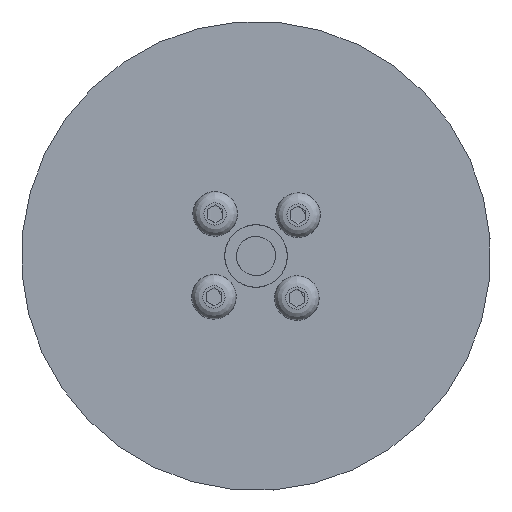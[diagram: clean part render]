
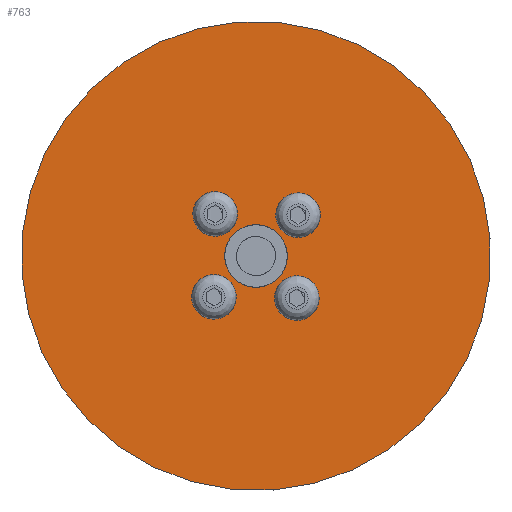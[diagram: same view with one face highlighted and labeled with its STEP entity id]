
A CAD part, front view. The second image highlights one B-rep face of the part: STEP entity #763.
In plain terms, the highlighted face is planar.
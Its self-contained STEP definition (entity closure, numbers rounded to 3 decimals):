
#150=FACE_BOUND('',#323,.T.);
#151=FACE_BOUND('',#324,.T.);
#152=FACE_BOUND('',#325,.T.);
#153=FACE_BOUND('',#326,.T.);
#154=FACE_BOUND('',#327,.T.);
#281=FACE_OUTER_BOUND('',#322,.T.);
#322=EDGE_LOOP('',(#593));
#323=EDGE_LOOP('',(#594));
#324=EDGE_LOOP('',(#595));
#325=EDGE_LOOP('',(#596));
#326=EDGE_LOOP('',(#597));
#327=EDGE_LOOP('',(#598));
#381=CIRCLE('',#906,1.5);
#383=CIRCLE('',#909,1.5);
#385=CIRCLE('',#912,1.5);
#387=CIRCLE('',#915,1.5);
#389=CIRCLE('',#918,4.);
#390=CIRCLE('',#920,30.);
#428=VERTEX_POINT('',#1310);
#430=VERTEX_POINT('',#1316);
#432=VERTEX_POINT('',#1322);
#434=VERTEX_POINT('',#1328);
#436=VERTEX_POINT('',#1334);
#437=VERTEX_POINT('',#1338);
#487=EDGE_CURVE('',#428,#428,#381,.T.);
#490=EDGE_CURVE('',#430,#430,#383,.T.);
#493=EDGE_CURVE('',#432,#432,#385,.T.);
#496=EDGE_CURVE('',#434,#434,#387,.T.);
#499=EDGE_CURVE('',#436,#436,#389,.T.);
#500=EDGE_CURVE('',#437,#437,#390,.T.);
#593=ORIENTED_EDGE('',*,*,#500,.T.);
#594=ORIENTED_EDGE('',*,*,#487,.T.);
#595=ORIENTED_EDGE('',*,*,#490,.T.);
#596=ORIENTED_EDGE('',*,*,#493,.T.);
#597=ORIENTED_EDGE('',*,*,#496,.T.);
#598=ORIENTED_EDGE('',*,*,#499,.T.);
#739=PLANE('',#919);
#763=ADVANCED_FACE('',(#281,#150,#151,#152,#153,#154),#739,.F.);
#906=AXIS2_PLACEMENT_3D('',#1312,#1041,#1042);
#909=AXIS2_PLACEMENT_3D('',#1318,#1048,#1049);
#912=AXIS2_PLACEMENT_3D('',#1324,#1055,#1056);
#915=AXIS2_PLACEMENT_3D('',#1330,#1062,#1063);
#918=AXIS2_PLACEMENT_3D('',#1336,#1069,#1070);
#919=AXIS2_PLACEMENT_3D('',#1337,#1071,#1072);
#920=AXIS2_PLACEMENT_3D('',#1339,#1073,#1074);
#1041=DIRECTION('center_axis',(0.,0.,1.));
#1042=DIRECTION('ref_axis',(1.,0.,0.));
#1048=DIRECTION('center_axis',(0.,0.,1.));
#1049=DIRECTION('ref_axis',(1.,0.,0.));
#1055=DIRECTION('center_axis',(0.,0.,1.));
#1056=DIRECTION('ref_axis',(1.,0.,0.));
#1062=DIRECTION('center_axis',(0.,0.,1.));
#1063=DIRECTION('ref_axis',(1.,0.,0.));
#1069=DIRECTION('center_axis',(0.,0.,1.));
#1070=DIRECTION('ref_axis',(1.,0.,0.));
#1071=DIRECTION('center_axis',(0.,0.,1.));
#1072=DIRECTION('ref_axis',(1.,0.,0.));
#1073=DIRECTION('center_axis',(0.,0.,-1.));
#1074=DIRECTION('ref_axis',(1.,0.,0.));
#1310=CARTESIAN_POINT('',(6.,0.,-0.5));
#1312=CARTESIAN_POINT('Origin',(7.5,0.,-0.5));
#1316=CARTESIAN_POINT('',(-9.,0.,-0.5));
#1318=CARTESIAN_POINT('Origin',(-7.5,0.,-0.5));
#1322=CARTESIAN_POINT('',(-1.5,7.5,-0.5));
#1324=CARTESIAN_POINT('Origin',(0.,7.5,-0.5));
#1328=CARTESIAN_POINT('',(-1.5,-7.5,-0.5));
#1330=CARTESIAN_POINT('Origin',(0.,-7.5,-0.5));
#1334=CARTESIAN_POINT('',(-4.,0.,-0.5));
#1336=CARTESIAN_POINT('Origin',(0.,0.,-0.5));
#1337=CARTESIAN_POINT('Origin',(0.,0.,-0.5));
#1338=CARTESIAN_POINT('',(-30.,0.,-0.5));
#1339=CARTESIAN_POINT('Origin',(0.,0.,-0.5));
